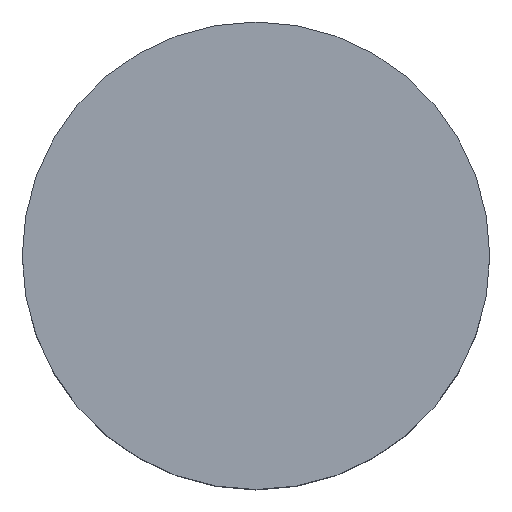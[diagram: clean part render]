
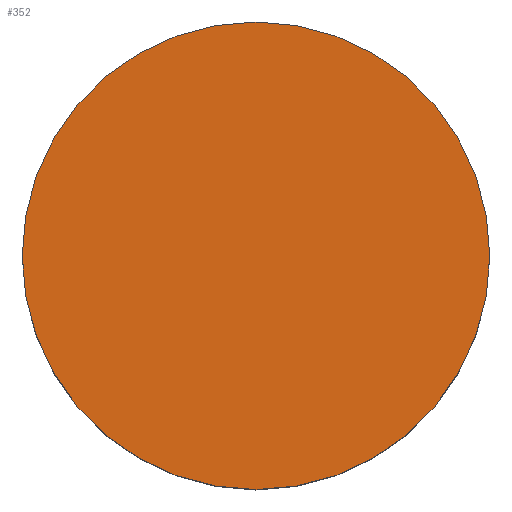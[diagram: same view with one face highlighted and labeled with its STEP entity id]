
A CAD part, top view. The second image highlights one B-rep face of the part: STEP entity #352.
In plain terms, the highlighted planar face has unit normal (0, 0, 1).
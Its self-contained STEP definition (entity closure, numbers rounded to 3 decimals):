
#1 = CIRCLE ( 'NONE', #339, 2. ) ;
#21 = ORIENTED_EDGE ( 'NONE', *, *, #299, .T. ) ;
#28 = DIRECTION ( 'NONE',  ( 0., 0., 1. ) ) ;
#38 = CARTESIAN_POINT ( 'NONE',  ( -2., 0., 0. ) ) ;
#74 = AXIS2_PLACEMENT_3D ( 'NONE', #78, #28, #336 ) ;
#75 = CARTESIAN_POINT ( 'NONE',  ( 0., 0., 0. ) ) ;
#78 = CARTESIAN_POINT ( 'NONE',  ( 0., 0., 0. ) ) ;
#87 = AXIS2_PLACEMENT_3D ( 'NONE', #101, #257, #136 ) ;
#101 = CARTESIAN_POINT ( 'NONE',  ( 0., 0., 0. ) ) ;
#104 = DIRECTION ( 'NONE',  ( 1., 0., 0. ) ) ;
#105 = CIRCLE ( 'NONE', #87, 2. ) ;
#136 = DIRECTION ( 'NONE',  ( 1., 0., 0. ) ) ;
#139 = PLANE ( 'NONE',  #74 ) ;
#154 = VERTEX_POINT ( 'NONE', #38 ) ;
#188 = FACE_OUTER_BOUND ( 'NONE', #293, .T. ) ;
#192 = CARTESIAN_POINT ( 'NONE',  ( 2., 0., 0. ) ) ;
#257 = DIRECTION ( 'NONE',  ( 0., 0., 1. ) ) ;
#287 = VERTEX_POINT ( 'NONE', #192 ) ;
#293 = EDGE_LOOP ( 'NONE', ( #338, #21 ) ) ;
#299 = EDGE_CURVE ( 'NONE', #154, #287, #105, .T. ) ;
#332 = EDGE_CURVE ( 'NONE', #287, #154, #1, .T. ) ;
#334 = DIRECTION ( 'NONE',  ( 0., 0., 1. ) ) ;
#336 = DIRECTION ( 'NONE',  ( 1., 0., 0. ) ) ;
#338 = ORIENTED_EDGE ( 'NONE', *, *, #332, .T. ) ;
#339 = AXIS2_PLACEMENT_3D ( 'NONE', #75, #334, #104 ) ;
#352 = ADVANCED_FACE ( 'NONE', ( #188 ), #139, .T. ) ;
